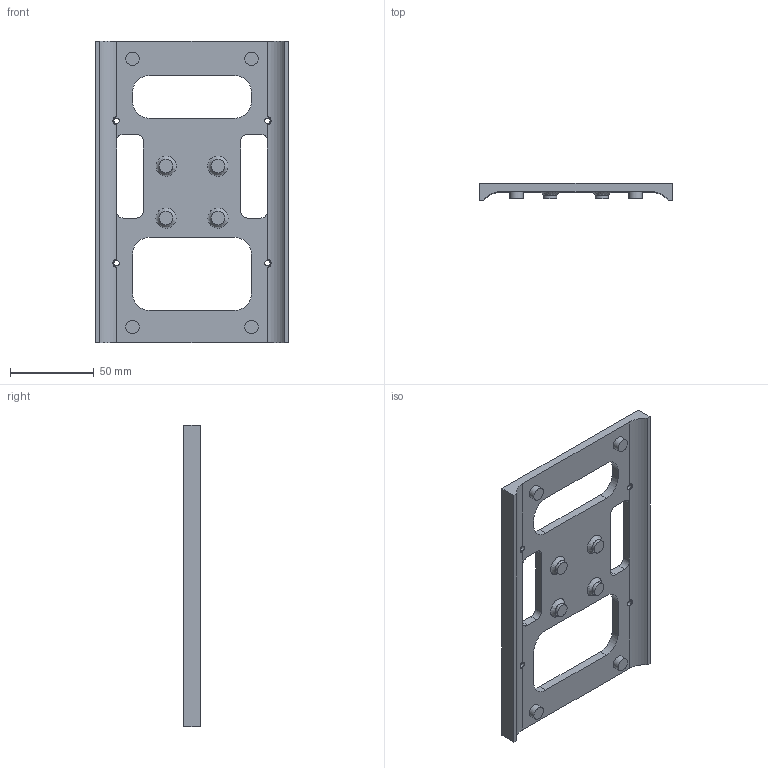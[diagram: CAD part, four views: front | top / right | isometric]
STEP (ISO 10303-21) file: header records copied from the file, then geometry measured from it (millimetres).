
FILE_DESCRIPTION(/* description */ (''),/* implementation_level */ '2;1');
FILE_NAME(/* name */ 'Soporte_EBB42.step',/* time_stamp */ '2023-02-12T18:28:05+01:00',/* author */ (''),/* organization */ (''),/* preprocessor_version */ 'ST-DEVELOPER v19.2',/* originating_system */ 'Autodesk Translation Framework v11.17.0.187',/* authorisation */ '');
FILE_SCHEMA (('AUTOMOTIVE_DESIGN { 1 0 10303 214 3 1 1 }'));
Length unit declared in the file: millimetre
Products named in the file (1): PolyFormer_10_29_2022
Bounding box: 115 x 10 x 180 mm (x, y, z)
Volume: 82866.4 mm3; surface area: 38976.8 mm2
Topology: 1 solids, 1 shells, 94 faces, 214 edges, 140 vertices
Faces by surface type: cylinder 46, plane 44, bspline 4
Full cylindrical faces by diameter (mm): 3.2 x4, 4.4 x8, 4.6 x4, 8 x8
Entity records: 3656 total; most frequent: CARTESIAN_POINT 1391, DIRECTION 464, ORIENTED_EDGE 428, EDGE_CURVE 214, AXIS2_PLACEMENT_3D 175, VERTEX_POINT 140, EDGE_LOOP 128, LINE 114
